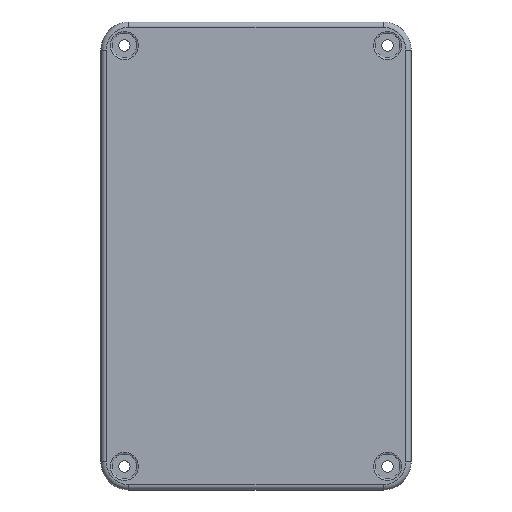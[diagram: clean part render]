
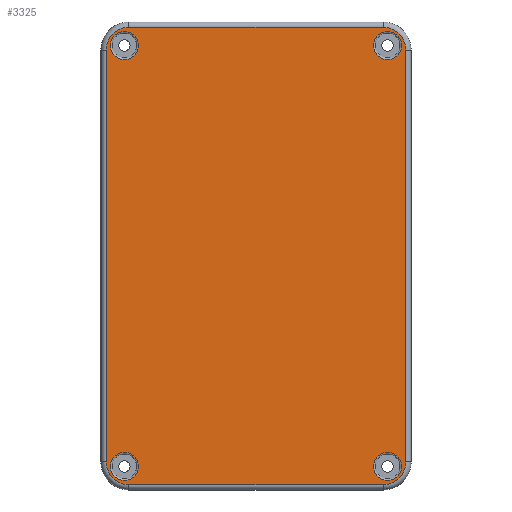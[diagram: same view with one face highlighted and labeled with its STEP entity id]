
A CAD part, front view. The second image highlights one B-rep face of the part: STEP entity #3325.
In plain terms, the highlighted planar face has unit normal (0, -1, 0).
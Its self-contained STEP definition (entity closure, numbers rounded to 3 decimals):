
#118=FACE_BOUND('',#974,.T.);
#119=FACE_BOUND('',#975,.T.);
#120=FACE_BOUND('',#976,.T.);
#121=FACE_BOUND('',#977,.T.);
#130=LINE('',#5105,#414);
#131=LINE('',#5109,#415);
#132=LINE('',#5113,#416);
#133=LINE('',#5117,#417);
#414=VECTOR('',#3967,10.);
#415=VECTOR('',#3970,10.);
#416=VECTOR('',#3973,10.);
#417=VECTOR('',#3976,10.);
#698=PLANE('',#3531);
#773=FACE_OUTER_BOUND('',#973,.T.);
#973=EDGE_LOOP('',(#2245,#2246,#2247,#2248,#2249,#2250,#2251,#2252));
#974=EDGE_LOOP('',(#2253));
#975=EDGE_LOOP('',(#2254));
#976=EDGE_LOOP('',(#2255));
#977=EDGE_LOOP('',(#2256));
#1186=CIRCLE('',#3529,4.);
#1188=CIRCLE('',#3532,6.5);
#1189=CIRCLE('',#3533,6.5);
#1190=CIRCLE('',#3534,6.5);
#1191=CIRCLE('',#3535,6.5);
#1192=CIRCLE('',#3536,4.);
#1193=CIRCLE('',#3537,4.);
#1194=CIRCLE('',#3538,4.);
#1398=VERTEX_POINT('',#5098);
#1399=VERTEX_POINT('',#5103);
#1400=VERTEX_POINT('',#5104);
#1401=VERTEX_POINT('',#5106);
#1402=VERTEX_POINT('',#5108);
#1403=VERTEX_POINT('',#5110);
#1404=VERTEX_POINT('',#5112);
#1405=VERTEX_POINT('',#5114);
#1406=VERTEX_POINT('',#5116);
#1407=VERTEX_POINT('',#5119);
#1408=VERTEX_POINT('',#5121);
#1409=VERTEX_POINT('',#5123);
#1723=EDGE_CURVE('',#1398,#1398,#1186,.T.);
#1725=EDGE_CURVE('',#1399,#1400,#130,.T.);
#1726=EDGE_CURVE('',#1401,#1399,#1188,.T.);
#1727=EDGE_CURVE('',#1402,#1401,#131,.T.);
#1728=EDGE_CURVE('',#1403,#1402,#1189,.T.);
#1729=EDGE_CURVE('',#1404,#1403,#132,.T.);
#1730=EDGE_CURVE('',#1405,#1404,#1190,.T.);
#1731=EDGE_CURVE('',#1406,#1405,#133,.T.);
#1732=EDGE_CURVE('',#1400,#1406,#1191,.T.);
#1733=EDGE_CURVE('',#1407,#1407,#1192,.T.);
#1734=EDGE_CURVE('',#1408,#1408,#1193,.T.);
#1735=EDGE_CURVE('',#1409,#1409,#1194,.T.);
#2245=ORIENTED_EDGE('',*,*,#1725,.F.);
#2246=ORIENTED_EDGE('',*,*,#1726,.F.);
#2247=ORIENTED_EDGE('',*,*,#1727,.F.);
#2248=ORIENTED_EDGE('',*,*,#1728,.F.);
#2249=ORIENTED_EDGE('',*,*,#1729,.F.);
#2250=ORIENTED_EDGE('',*,*,#1730,.F.);
#2251=ORIENTED_EDGE('',*,*,#1731,.F.);
#2252=ORIENTED_EDGE('',*,*,#1732,.F.);
#2253=ORIENTED_EDGE('',*,*,#1733,.F.);
#2254=ORIENTED_EDGE('',*,*,#1734,.F.);
#2255=ORIENTED_EDGE('',*,*,#1735,.F.);
#2256=ORIENTED_EDGE('',*,*,#1723,.F.);
#3325=ADVANCED_FACE('',(#773,#118,#119,#120,#121),#698,.T.);
#3529=AXIS2_PLACEMENT_3D('',#5100,#3961,#3962);
#3531=AXIS2_PLACEMENT_3D('',#5102,#3965,#3966);
#3532=AXIS2_PLACEMENT_3D('',#5107,#3968,#3969);
#3533=AXIS2_PLACEMENT_3D('',#5111,#3971,#3972);
#3534=AXIS2_PLACEMENT_3D('',#5115,#3974,#3975);
#3535=AXIS2_PLACEMENT_3D('',#5118,#3977,#3978);
#3536=AXIS2_PLACEMENT_3D('',#5120,#3979,#3980);
#3537=AXIS2_PLACEMENT_3D('',#5122,#3981,#3982);
#3538=AXIS2_PLACEMENT_3D('',#5124,#3983,#3984);
#3961=DIRECTION('center_axis',(0.,-1.,0.));
#3962=DIRECTION('ref_axis',(1.,0.,0.));
#3965=DIRECTION('center_axis',(0.,-1.,0.));
#3966=DIRECTION('ref_axis',(0.,0.,1.));
#3967=DIRECTION('',(-1.,0.,0.));
#3968=DIRECTION('center_axis',(0.,1.,0.));
#3969=DIRECTION('ref_axis',(0.707,0.,-0.707));
#3970=DIRECTION('',(0.,0.,-1.));
#3971=DIRECTION('center_axis',(0.,1.,0.));
#3972=DIRECTION('ref_axis',(0.707,0.,0.707));
#3973=DIRECTION('',(1.,0.,0.));
#3974=DIRECTION('center_axis',(0.,1.,0.));
#3975=DIRECTION('ref_axis',(-0.707,0.,0.707));
#3976=DIRECTION('',(0.,0.,1.));
#3977=DIRECTION('center_axis',(0.,1.,0.));
#3978=DIRECTION('ref_axis',(-0.707,0.,-0.707));
#3979=DIRECTION('center_axis',(0.,-1.,0.));
#3980=DIRECTION('ref_axis',(1.,0.,0.));
#3981=DIRECTION('center_axis',(0.,-1.,0.));
#3982=DIRECTION('ref_axis',(1.,0.,0.));
#3983=DIRECTION('center_axis',(0.,-1.,0.));
#3984=DIRECTION('ref_axis',(1.,0.,0.));
#5098=CARTESIAN_POINT('',(-40.827,-8.,63.773));
#5100=CARTESIAN_POINT('Origin',(-40.827,-8.,59.773));
#5102=CARTESIAN_POINT('Origin',(40.763,-8.,-66.787));
#5103=CARTESIAN_POINT('',(32.903,-8.,-65.427));
#5104=CARTESIAN_POINT('',(-39.527,-8.,-65.427));
#5105=CARTESIAN_POINT('',(40.763,-8.,-65.427));
#5106=CARTESIAN_POINT('',(39.403,-8.,-58.927));
#5107=CARTESIAN_POINT('Origin',(32.903,-8.,-58.927));
#5108=CARTESIAN_POINT('',(39.403,-8.,58.473));
#5109=CARTESIAN_POINT('',(39.403,-8.,-33.507));
#5110=CARTESIAN_POINT('',(32.903,-8.,64.973));
#5111=CARTESIAN_POINT('Origin',(32.903,-8.,58.473));
#5112=CARTESIAN_POINT('',(-39.527,-8.,64.973));
#5113=CARTESIAN_POINT('',(40.763,-8.,64.973));
#5114=CARTESIAN_POINT('',(-46.027,-8.,58.473));
#5115=CARTESIAN_POINT('Origin',(-39.527,-8.,58.473));
#5116=CARTESIAN_POINT('',(-46.027,-8.,-58.927));
#5117=CARTESIAN_POINT('',(-46.027,-8.,-33.507));
#5118=CARTESIAN_POINT('Origin',(-39.527,-8.,-58.927));
#5119=CARTESIAN_POINT('',(34.173,-8.,55.773));
#5120=CARTESIAN_POINT('Origin',(34.173,-8.,59.773));
#5121=CARTESIAN_POINT('',(-40.827,-8.,-64.227));
#5122=CARTESIAN_POINT('Origin',(-40.827,-8.,-60.227));
#5123=CARTESIAN_POINT('',(34.173,-8.,-64.227));
#5124=CARTESIAN_POINT('Origin',(34.173,-8.,-60.227));
